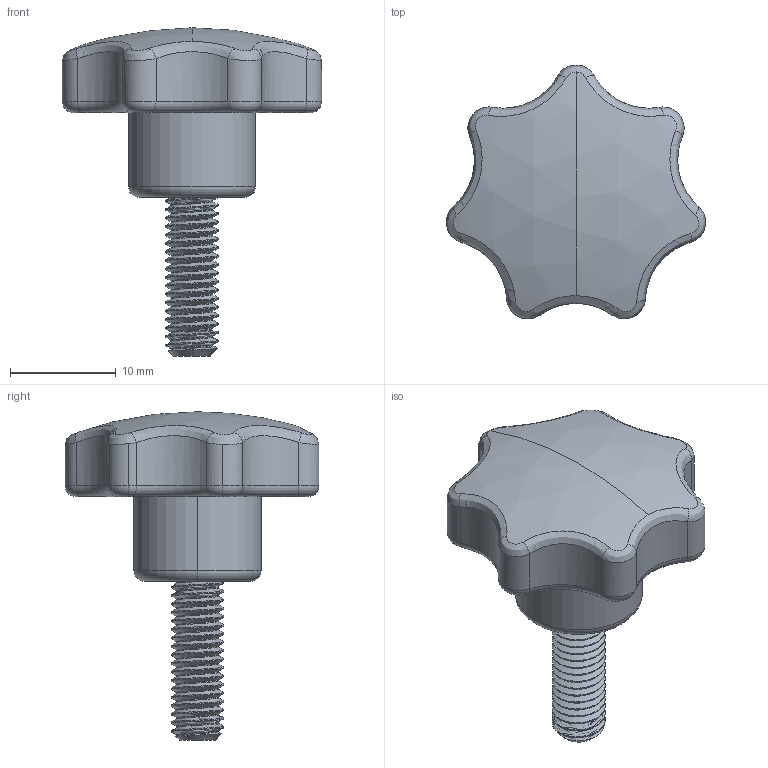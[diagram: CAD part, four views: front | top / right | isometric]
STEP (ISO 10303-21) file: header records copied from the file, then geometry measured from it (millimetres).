
FILE_DESCRIPTION (( 'STEP AP203' ), '1' );
FILE_NAME ('2907T52_PLASTIC SEVEN ARM GRIP KNOB.STEP', '2020-12-17T21:20:17', ( 'Administrator' ), ( 'Managed by Terraform' ), 'SwSTEP 2.0', 'SolidWorks 2017', '' );
FILE_SCHEMA (( 'CONFIG_CONTROL_DESIGN' ));
Length unit declared in the file: millimetre
Products named in the file (1): 2907T52_PLASTIC SEVEN ARM GRIP KNOB
Bounding box: 24.47 x 23.96 x 31 mm (x, y, z)
Volume: 3829.7 mm3; surface area: 1880.5 mm2
Topology: 1 solids, 1 shells, 103 faces, 264 edges, 165 vertices
Faces by surface type: cylinder 56, torus 21, bspline 18, plane 4, cone 2, sphere 2
Entity records: 7504 total; most frequent: CARTESIAN_POINT 5254, ORIENTED_EDGE 528, DIRECTION 399, EDGE_CURVE 264, AXIS2_PLACEMENT_3D 171, VERTEX_POINT 165, EDGE_LOOP 105, FACE_OUTER_BOUND 103
